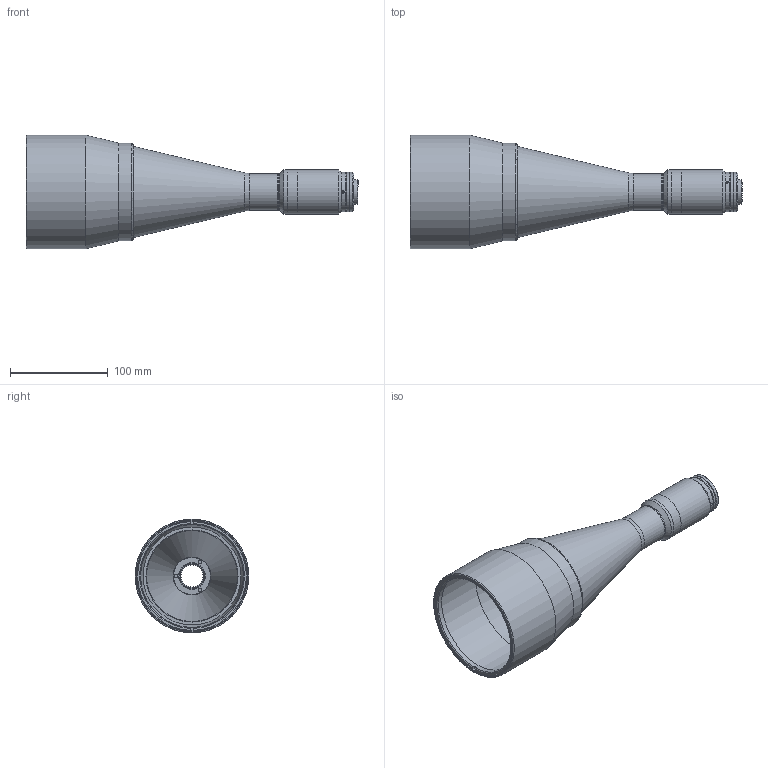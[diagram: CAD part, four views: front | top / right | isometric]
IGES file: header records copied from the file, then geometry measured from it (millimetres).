
Start section: SolidWorks IGES file using analytic representation for surfaces
Global section: file name: DP32116-A_TC4MHRP080-C.igs; native system: SolidWorks 2021; preprocessor: SolidWorks 2021; author: lrizzotto; date: 220613.105857; units: millimetre
Bounding box: 338.78 x 116 x 116 mm (x, y, z)
Surface area: 93968.4 mm2 (no closed solid volume)
Topology: 0 solids, 0 shells, 57 faces, 355 edges, 322 vertices
Faces by surface type: revolution 35, bspline 22
